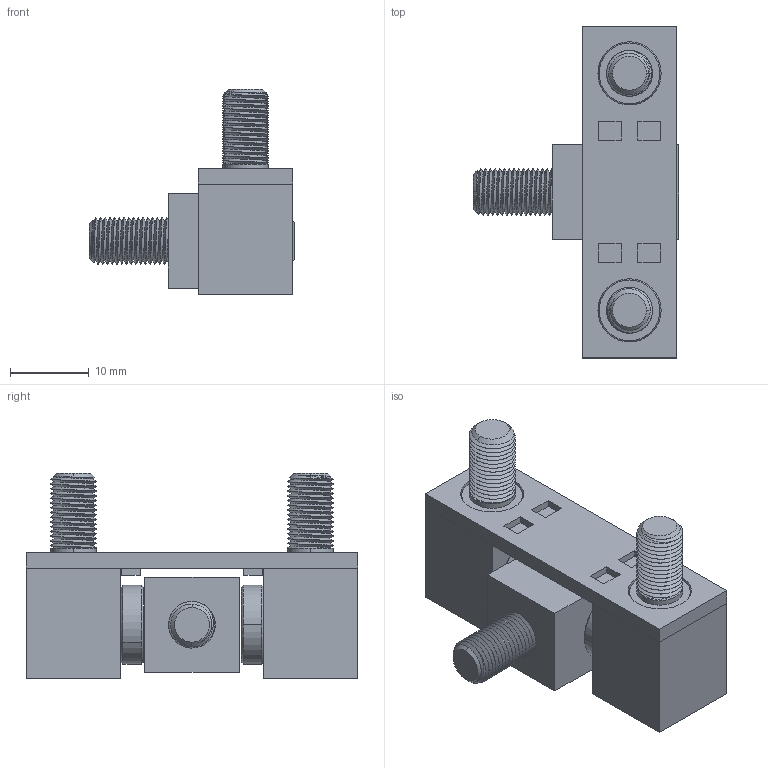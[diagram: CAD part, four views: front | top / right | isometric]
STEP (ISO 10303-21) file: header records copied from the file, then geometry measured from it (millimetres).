
FILE_DESCRIPTION (( 'STEP AP203' ), '1' );
FILE_NAME ('MP03.2.6.180.STEP', '2022-06-16T04:25:16', ( '' ), ( '' ), 'SwSTEP 2.0', 'SolidWorks 2021', '' );
FILE_SCHEMA (( 'CONFIG_CONTROL_DESIGN' ));
Length unit declared in the file: millimetre
Products named in the file (1): MP03.2.6.180
Bounding box: 26 x 42 x 26 mm (x, y, z)
Surface area: 4883 mm2 (no closed solid volume)
Topology: 0 solids, 8 shells, 189 faces, 538 edges, 364 vertices
Faces by surface type: cylinder 102, plane 61, cone 20, bspline 6
Entity records: 10657 total; most frequent: CARTESIAN_POINT 6234, ORIENTED_EDGE 1020, DIRECTION 761, EDGE_CURVE 538, VERTEX_POINT 364, LINE 265, VECTOR 265, AXIS2_PLACEMENT_3D 248
